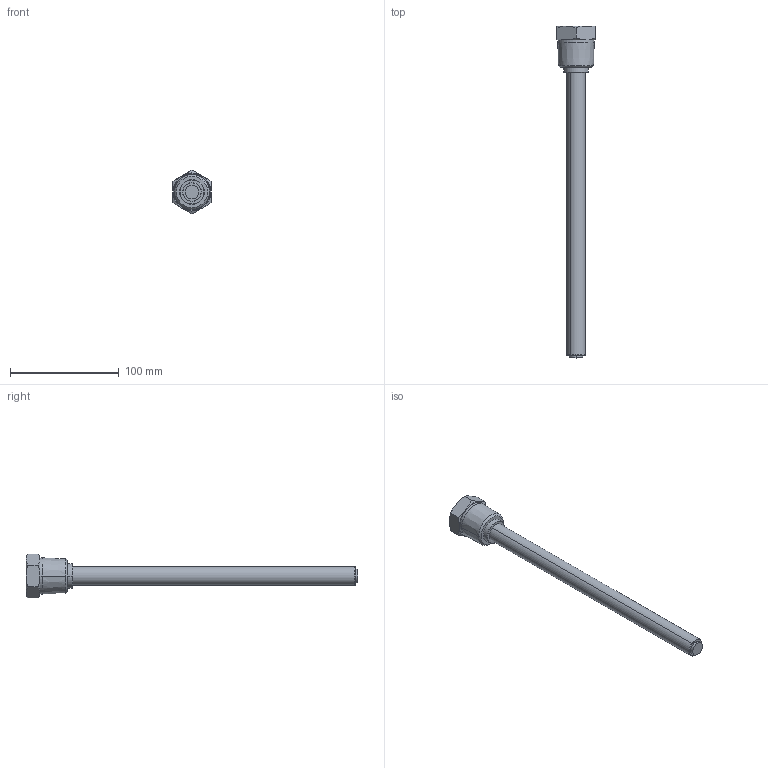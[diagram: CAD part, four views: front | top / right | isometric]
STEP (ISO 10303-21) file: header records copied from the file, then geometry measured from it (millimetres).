
FILE_DESCRIPTION (( 'STEP AP203' ), '1' );
FILE_NAME ('1IN X 12 IN SEP SOCKET (HCC).STEP', '2016-11-07T13:51:33', ( 'PCTech' ), ( 'Microsoft' ), 'SwSTEP 2.0', 'SolidWorks 2016', '' );
FILE_SCHEMA (( 'CONFIG_CONTROL_DESIGN' ));
Length unit declared in the file: inch
Products named in the file (1): 1IN X 12 IN SEP SOCKET (HCC)
Bounding box: 34.92 x 304.77 x 40.33 mm (x, y, z)
Volume: 92643.2 mm3; surface area: 21176.7 mm2
Topology: 1 solids, 1 shells, 37 faces, 80 edges, 50 vertices
Faces by surface type: cone 16, plane 13, cylinder 8
Entity records: 1213 total; most frequent: CARTESIAN_POINT 330, DIRECTION 172, ORIENTED_EDGE 160, EDGE_CURVE 80, AXIS2_PLACEMENT_3D 72, VERTEX_POINT 50, EDGE_LOOP 42, FACE_OUTER_BOUND 37
